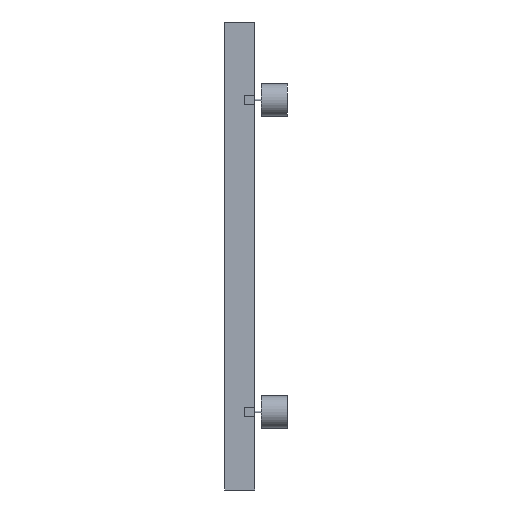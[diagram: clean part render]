
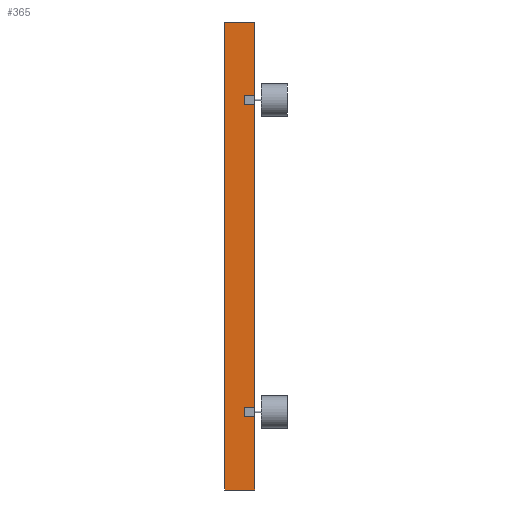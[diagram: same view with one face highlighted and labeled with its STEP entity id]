
A CAD part, left-side view. The second image highlights one B-rep face of the part: STEP entity #365.
In plain terms, the highlighted planar face has unit normal (-1, 0, 0).
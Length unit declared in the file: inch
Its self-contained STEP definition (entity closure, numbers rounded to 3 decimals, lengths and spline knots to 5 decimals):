
#82=FACE_OUTER_BOUND('',#102,.T.);
#102=EDGE_LOOP('',(#266,#267,#268,#269));
#126=LINE('',#561,#162);
#127=LINE('',#563,#163);
#128=LINE('',#565,#164);
#129=LINE('',#566,#165);
#162=VECTOR('',#439,9.25);
#163=VECTOR('',#440,144.);
#164=VECTOR('',#441,9.25);
#165=VECTOR('',#442,144.);
#198=VERTEX_POINT('',#559);
#199=VERTEX_POINT('',#560);
#200=VERTEX_POINT('',#562);
#201=VERTEX_POINT('',#564);
#226=EDGE_CURVE('',#198,#199,#126,.T.);
#227=EDGE_CURVE('',#199,#200,#127,.T.);
#228=EDGE_CURVE('',#201,#200,#128,.T.);
#229=EDGE_CURVE('',#198,#201,#129,.T.);
#266=ORIENTED_EDGE('',*,*,#226,.T.);
#267=ORIENTED_EDGE('',*,*,#227,.T.);
#268=ORIENTED_EDGE('',*,*,#228,.F.);
#269=ORIENTED_EDGE('',*,*,#229,.F.);
#346=PLANE('',#393);
#365=ADVANCED_FACE('',(#82),#346,.T.);
#393=AXIS2_PLACEMENT_3D('',#558,#437,#438);
#437=DIRECTION('center_axis',(-1.,0.,0.));
#438=DIRECTION('ref_axis',(0.,-1.,0.));
#439=DIRECTION('',(0.,-1.,0.));
#440=DIRECTION('',(0.,0.,1.));
#441=DIRECTION('',(0.,-1.,0.));
#442=DIRECTION('',(0.,0.,1.));
#558=CARTESIAN_POINT('Origin',(0.,9.25,0.));
#559=CARTESIAN_POINT('',(0.,9.25,0.));
#560=CARTESIAN_POINT('',(0.,0.,0.));
#561=CARTESIAN_POINT('',(0.,9.25,0.));
#562=CARTESIAN_POINT('',(0.,0.,144.));
#563=CARTESIAN_POINT('',(0.,0.,0.));
#564=CARTESIAN_POINT('',(0.,9.25,144.));
#565=CARTESIAN_POINT('',(0.,9.25,144.));
#566=CARTESIAN_POINT('',(0.,9.25,0.));
